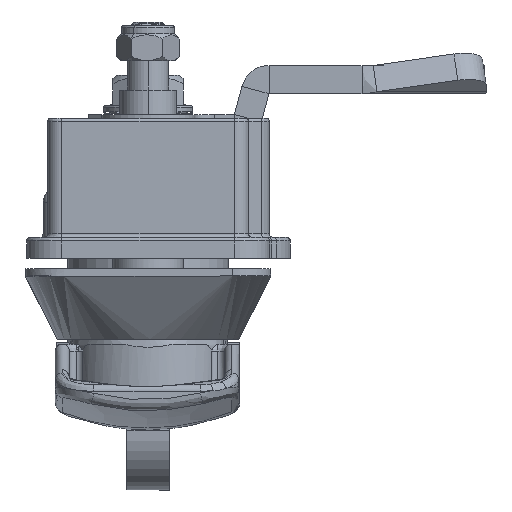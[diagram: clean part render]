
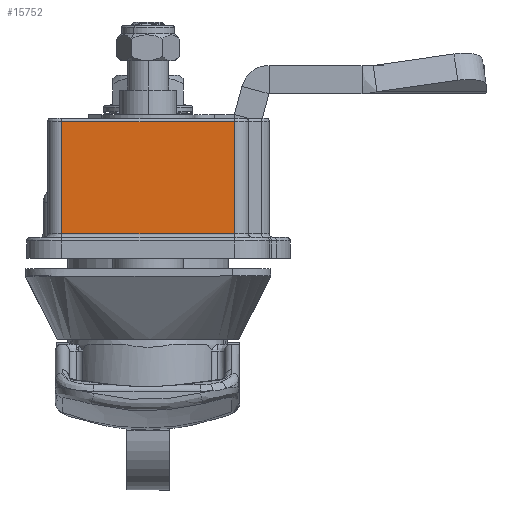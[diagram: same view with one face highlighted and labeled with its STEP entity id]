
A CAD part, left-side view. The second image highlights one B-rep face of the part: STEP entity #15752.
In plain terms, the highlighted planar face has unit normal (-1, 0, 0).
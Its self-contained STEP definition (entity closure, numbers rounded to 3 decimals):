
#167 = DIRECTION ( 'NONE',  ( 0., 0., 1. ) ) ;
#287 = EDGE_CURVE ( 'NONE', #4929, #14577, #24396, .T. ) ;
#793 = EDGE_CURVE ( 'NONE', #1781, #37248, #16782, .T. ) ;
#1218 = EDGE_CURVE ( 'NONE', #14577, #1781, #21553, .T. ) ;
#1781 = VERTEX_POINT ( 'NONE', #7014 ) ;
#3232 = ORIENTED_EDGE ( 'NONE', *, *, #287, .F. ) ;
#3431 = DIRECTION ( 'NONE',  ( 0., 0., 1. ) ) ;
#4646 = VECTOR ( 'NONE', #8236, 1000. ) ;
#4929 = VERTEX_POINT ( 'NONE', #25973 ) ;
#5815 = CARTESIAN_POINT ( 'NONE',  ( -76.8, -37.7, 21.5 ) ) ;
#6632 = DIRECTION ( 'NONE',  ( 0., -1., 0. ) ) ;
#7014 = CARTESIAN_POINT ( 'NONE',  ( -76.8, -62.3, 21. ) ) ;
#7331 = EDGE_LOOP ( 'NONE', ( #24961, #30794, #23803, #3232 ) ) ;
#8236 = DIRECTION ( 'NONE',  ( 0., 0., -1. ) ) ;
#13678 = CARTESIAN_POINT ( 'NONE',  ( -76.8, -37.7, 21. ) ) ;
#14577 = VERTEX_POINT ( 'NONE', #13678 ) ;
#14734 = EDGE_CURVE ( 'NONE', #37248, #4929, #38295, .T. ) ;
#15752 = ADVANCED_FACE ( 'NONE', ( #30183 ), #30551, .F. ) ;
#16242 = AXIS2_PLACEMENT_3D ( 'NONE', #30362, #27845, #3431 ) ;
#16782 = LINE ( 'NONE', #31514, #4646 ) ;
#16794 = VECTOR ( 'NONE', #35364, 1000. ) ;
#17858 = VECTOR ( 'NONE', #167, 1000. ) ;
#21553 = LINE ( 'NONE', #36489, #34851 ) ;
#23803 = ORIENTED_EDGE ( 'NONE', *, *, #1218, .F. ) ;
#24108 = CARTESIAN_POINT ( 'NONE',  ( -76.8, -35.7, 5. ) ) ;
#24396 = LINE ( 'NONE', #5815, #17858 ) ;
#24961 = ORIENTED_EDGE ( 'NONE', *, *, #14734, .F. ) ;
#25973 = CARTESIAN_POINT ( 'NONE',  ( -76.8, -37.7, 5. ) ) ;
#27845 = DIRECTION ( 'NONE',  ( 1., 0., 0. ) ) ;
#30183 = FACE_OUTER_BOUND ( 'NONE', #7331, .T. ) ;
#30362 = CARTESIAN_POINT ( 'NONE',  ( -76.8, -35.7, 21.5 ) ) ;
#30551 = PLANE ( 'NONE',  #16242 ) ;
#30794 = ORIENTED_EDGE ( 'NONE', *, *, #793, .F. ) ;
#31514 = CARTESIAN_POINT ( 'NONE',  ( -76.8, -62.3, 21.5 ) ) ;
#31832 = CARTESIAN_POINT ( 'NONE',  ( -76.8, -62.3, 5. ) ) ;
#34851 = VECTOR ( 'NONE', #6632, 1000. ) ;
#35364 = DIRECTION ( 'NONE',  ( 0., 1., 0. ) ) ;
#36489 = CARTESIAN_POINT ( 'NONE',  ( -76.8, -64.5, 21. ) ) ;
#37248 = VERTEX_POINT ( 'NONE', #31832 ) ;
#38295 = LINE ( 'NONE', #24108, #16794 ) ;
